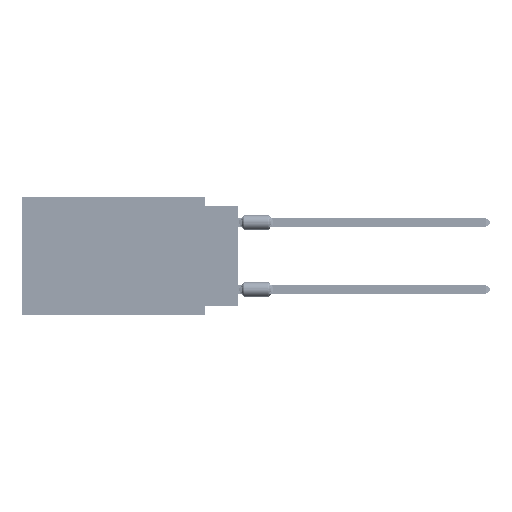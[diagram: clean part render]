
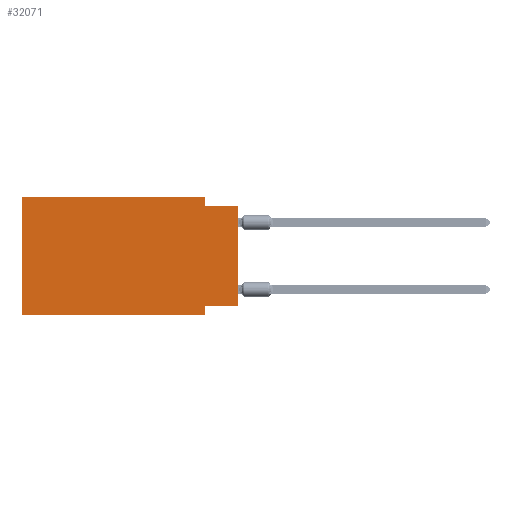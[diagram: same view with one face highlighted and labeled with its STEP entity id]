
A CAD part, left-side view. The second image highlights one B-rep face of the part: STEP entity #32071.
In plain terms, the highlighted planar face has unit normal (-1, 0, 0).
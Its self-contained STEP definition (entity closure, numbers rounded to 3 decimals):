
#8081 = VERTEX_POINT ( 'NONE', #16201 ) ;
#8265 = DIRECTION ( 'NONE',  ( 0., 0., 1. ) ) ;
#9516 = EDGE_CURVE ( 'NONE', #85397, #62927, #55871, .T. ) ;
#9558 = VERTEX_POINT ( 'NONE', #62256 ) ;
#9951 = CARTESIAN_POINT ( 'NONE',  ( 0., 2.54, -8.89 ) ) ;
#10401 = DIRECTION ( 'NONE',  ( 0., 1., 0. ) ) ;
#10757 = VECTOR ( 'NONE', #79206, 1000. ) ;
#11210 = VERTEX_POINT ( 'NONE', #13360 ) ;
#12808 = VECTOR ( 'NONE', #18414, 1000. ) ;
#13360 = CARTESIAN_POINT ( 'NONE',  ( 0., 2.54, -8.89 ) ) ;
#13641 = EDGE_LOOP ( 'NONE', ( #51638, #72434, #85784, #94032, #27760, #83060, #84384, #30437 ) ) ;
#14123 = FACE_OUTER_BOUND ( 'NONE', #13641, .T. ) ;
#16082 = CARTESIAN_POINT ( 'NONE',  ( 0., 2.54, 0. ) ) ;
#16201 = CARTESIAN_POINT ( 'NONE',  ( 0., 16.383, -8.89 ) ) ;
#18414 = DIRECTION ( 'NONE',  ( 0., 0., -1. ) ) ;
#22002 = CARTESIAN_POINT ( 'NONE',  ( 0., 2.54, -0.635 ) ) ;
#22913 = EDGE_CURVE ( 'NONE', #9558, #62927, #103126, .T. ) ;
#23840 = VECTOR ( 'NONE', #102327, 1000. ) ;
#27631 = LINE ( 'NONE', #67911, #23840 ) ;
#27760 = ORIENTED_EDGE ( 'NONE', *, *, #46226, .F. ) ;
#30171 = VECTOR ( 'NONE', #57231, 1000. ) ;
#30437 = ORIENTED_EDGE ( 'NONE', *, *, #76358, .F. ) ;
#31529 = EDGE_CURVE ( 'NONE', #95469, #98271, #68300, .T. ) ;
#31823 = LINE ( 'NONE', #89555, #30171 ) ;
#32071 = ADVANCED_FACE ( 'NONE', ( #14123 ), #62342, .F. ) ;
#36926 = EDGE_CURVE ( 'NONE', #98271, #85397, #27631, .T. ) ;
#36969 = CARTESIAN_POINT ( 'NONE',  ( 0., 2.54, -8.255 ) ) ;
#38476 = CARTESIAN_POINT ( 'NONE',  ( 0., 16.383, 0. ) ) ;
#39008 = DIRECTION ( 'NONE',  ( 1., 0., 0. ) ) ;
#43482 = CARTESIAN_POINT ( 'NONE',  ( 0., 16.383, 0. ) ) ;
#46226 = EDGE_CURVE ( 'NONE', #8081, #95469, #47046, .T. ) ;
#46405 = DIRECTION ( 'NONE',  ( 0., 0., -1. ) ) ;
#47046 = LINE ( 'NONE', #102707, #77109 ) ;
#51638 = ORIENTED_EDGE ( 'NONE', *, *, #22913, .T. ) ;
#52389 = DIRECTION ( 'NONE',  ( 0., -1., 0. ) ) ;
#54652 = EDGE_CURVE ( 'NONE', #8081, #11210, #31823, .T. ) ;
#55766 = VERTEX_POINT ( 'NONE', #36969 ) ;
#55871 = LINE ( 'NONE', #94564, #10757 ) ;
#56713 = VECTOR ( 'NONE', #10401, 1000. ) ;
#57231 = DIRECTION ( 'NONE',  ( 0., -1., 0. ) ) ;
#60511 = VECTOR ( 'NONE', #8265, 1000. ) ;
#60718 = CARTESIAN_POINT ( 'NONE',  ( 0., 0., -8.255 ) ) ;
#62256 = CARTESIAN_POINT ( 'NONE',  ( 0., 0., -8.255 ) ) ;
#62342 = PLANE ( 'NONE',  #72433 ) ;
#62927 = VERTEX_POINT ( 'NONE', #100141 ) ;
#66102 = LINE ( 'NONE', #9951, #12808 ) ;
#67911 = CARTESIAN_POINT ( 'NONE',  ( 0., 2.54, 0. ) ) ;
#68300 = LINE ( 'NONE', #70422, #104485 ) ;
#70412 = DIRECTION ( 'NONE',  ( 0., 0., 1. ) ) ;
#70422 = CARTESIAN_POINT ( 'NONE',  ( 0., 16.383, 0. ) ) ;
#71651 = EDGE_CURVE ( 'NONE', #55766, #11210, #66102, .T. ) ;
#72433 = AXIS2_PLACEMENT_3D ( 'NONE', #38476, #39008, #46405 ) ;
#72434 = ORIENTED_EDGE ( 'NONE', *, *, #9516, .F. ) ;
#76358 = EDGE_CURVE ( 'NONE', #9558, #55766, #92495, .T. ) ;
#77109 = VECTOR ( 'NONE', #70412, 1000. ) ;
#79206 = DIRECTION ( 'NONE',  ( 0., -1., 0. ) ) ;
#80855 = CARTESIAN_POINT ( 'NONE',  ( 0., 0., 0. ) ) ;
#83060 = ORIENTED_EDGE ( 'NONE', *, *, #54652, .T. ) ;
#84384 = ORIENTED_EDGE ( 'NONE', *, *, #71651, .F. ) ;
#85397 = VERTEX_POINT ( 'NONE', #22002 ) ;
#85784 = ORIENTED_EDGE ( 'NONE', *, *, #36926, .F. ) ;
#89555 = CARTESIAN_POINT ( 'NONE',  ( 0., 16.383, -8.89 ) ) ;
#92495 = LINE ( 'NONE', #60718, #56713 ) ;
#94032 = ORIENTED_EDGE ( 'NONE', *, *, #31529, .F. ) ;
#94564 = CARTESIAN_POINT ( 'NONE',  ( 0., 0., -0.635 ) ) ;
#95469 = VERTEX_POINT ( 'NONE', #43482 ) ;
#98271 = VERTEX_POINT ( 'NONE', #16082 ) ;
#100141 = CARTESIAN_POINT ( 'NONE',  ( 0., 0., -0.635 ) ) ;
#102327 = DIRECTION ( 'NONE',  ( 0., 0., -1. ) ) ;
#102707 = CARTESIAN_POINT ( 'NONE',  ( 0., 16.383, 0. ) ) ;
#103126 = LINE ( 'NONE', #80855, #60511 ) ;
#104485 = VECTOR ( 'NONE', #52389, 1000. ) ;
